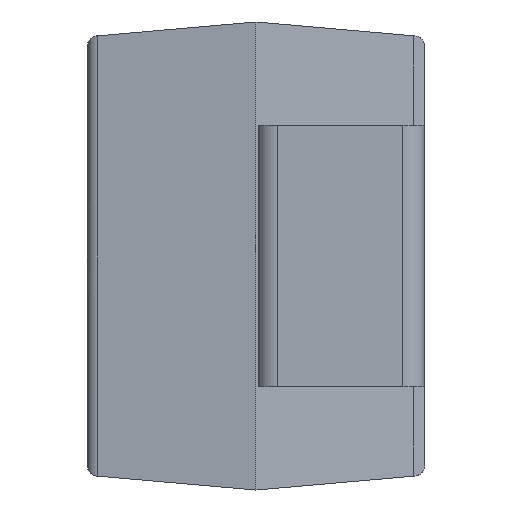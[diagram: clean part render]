
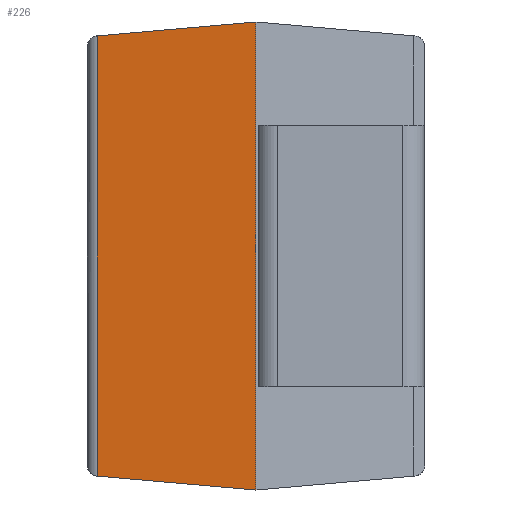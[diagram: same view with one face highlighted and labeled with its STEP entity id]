
A CAD part, left-side view. The second image highlights one B-rep face of the part: STEP entity #226.
In plain terms, the highlighted planar face has unit normal (-0.996, 0.087, 0).
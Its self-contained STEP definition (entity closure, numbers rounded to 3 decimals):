
#175 = VERTEX_POINT ( 'NONE', #668 ) ;
#219 = ORIENTED_EDGE ( 'NONE', *, *, #1830, .F. ) ;
#220 = ORIENTED_EDGE ( 'NONE', *, *, #222, .F. ) ;
#221 = ORIENTED_EDGE ( 'NONE', *, *, #230, .T. ) ;
#222 = EDGE_CURVE ( 'NONE', #175, #1862, #766, .T. ) ;
#223 = ORIENTED_EDGE ( 'NONE', *, *, #224, .F. ) ;
#224 = EDGE_CURVE ( 'NONE', #304, #231, #762, .T. ) ;
#226 = ADVANCED_FACE ( 'NONE', ( #755 ), #761, .F. ) ;
#227 = EDGE_LOOP ( 'NONE', ( #220, #221, #223, #219 ) ) ;
#230 = EDGE_CURVE ( 'NONE', #175, #231, #800, .T. ) ;
#231 = VERTEX_POINT ( 'NONE', #796 ) ;
#304 = VERTEX_POINT ( 'NONE', #996 ) ;
#668 = CARTESIAN_POINT ( 'NONE',  ( -3.422, 3.009, 2.022 ) ) ;
#755 = FACE_OUTER_BOUND ( 'NONE', #227, .T. ) ;
#756 = CARTESIAN_POINT ( 'NONE',  ( -3.422, 3.009, 2.15 ) ) ;
#757 = AXIS2_PLACEMENT_3D ( 'NONE', #756, #807, #806 ) ;
#758 = DIRECTION ( 'NONE',  ( 0.087, 0.992, 0.087 ) ) ;
#759 = VECTOR ( 'NONE', #758, 1000. ) ;
#760 = CARTESIAN_POINT ( 'NONE',  ( -3.391, 3.368, -1.991 ) ) ;
#761 = PLANE ( 'NONE',  #757 ) ;
#762 = LINE ( 'NONE', #760, #759 ) ;
#763 = DIRECTION ( 'NONE',  ( -0.087, -0.992, 0.087 ) ) ;
#764 = VECTOR ( 'NONE', #763, 1000. ) ;
#765 = CARTESIAN_POINT ( 'NONE',  ( -3.423, 2.998, 2.023 ) ) ;
#766 = LINE ( 'NONE', #765, #764 ) ;
#796 = CARTESIAN_POINT ( 'NONE',  ( -3.422, 3.009, -2.022 ) ) ;
#797 = DIRECTION ( 'NONE',  ( 0., 0., -1. ) ) ;
#798 = VECTOR ( 'NONE', #797, 1000. ) ;
#799 = CARTESIAN_POINT ( 'NONE',  ( -3.422, 3.009, 2.15 ) ) ;
#800 = LINE ( 'NONE', #799, #798 ) ;
#806 = DIRECTION ( 'NONE',  ( 0.087, 0.996, 0. ) ) ;
#807 = DIRECTION ( 'NONE',  ( 0.996, -0.087, 0. ) ) ;
#996 = CARTESIAN_POINT ( 'NONE',  ( -3.55, 1.55, -2.15 ) ) ;
#1551 = DIRECTION ( 'NONE',  ( 0., 0., -1. ) ) ;
#1552 = VECTOR ( 'NONE', #1551, 1000. ) ;
#1553 = CARTESIAN_POINT ( 'NONE',  ( -3.55, 1.55, 2.15 ) ) ;
#1554 = LINE ( 'NONE', #1553, #1552 ) ;
#1582 = CARTESIAN_POINT ( 'NONE',  ( -3.55, 1.55, 2.15 ) ) ;
#1830 = EDGE_CURVE ( 'NONE', #1862, #304, #1554, .T. ) ;
#1862 = VERTEX_POINT ( 'NONE', #1582 ) ;
